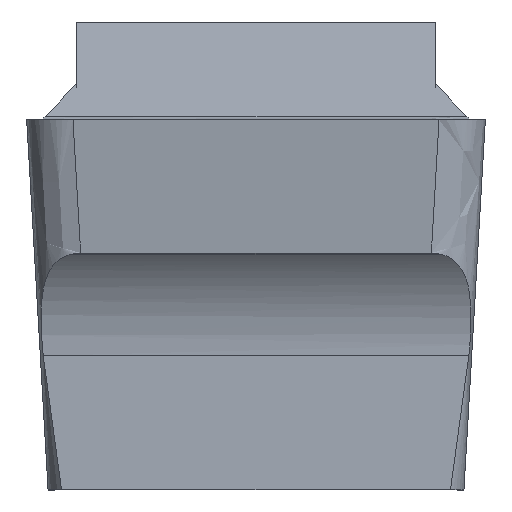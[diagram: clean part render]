
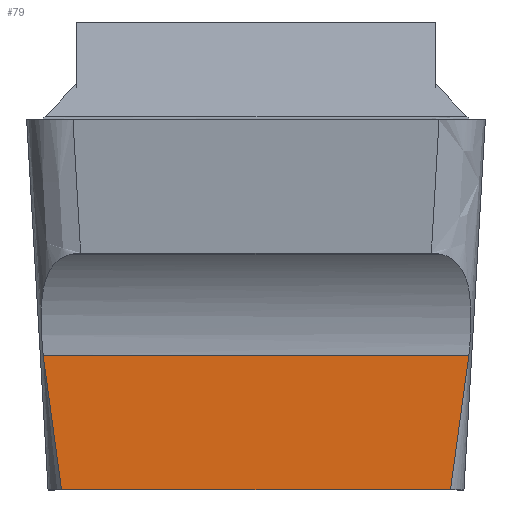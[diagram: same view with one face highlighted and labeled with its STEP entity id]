
A CAD part, front view. The second image highlights one B-rep face of the part: STEP entity #79.
In plain terms, the highlighted planar face has unit normal (0, -1, 0).
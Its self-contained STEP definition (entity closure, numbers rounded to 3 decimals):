
#51=B_SPLINE_CURVE_WITH_KNOTS('',3,(#899,#900,#901,#902,#903,#904,#905),
 .UNSPECIFIED.,.F.,.F.,(4,3,4),(0.,0.675,1.),.UNSPECIFIED.);
#52=B_SPLINE_CURVE_WITH_KNOTS('',3,(#909,#910,#911,#912,#913,#914,#915),
 .UNSPECIFIED.,.F.,.F.,(4,3,4),(0.,0.681,1.),.UNSPECIFIED.);
#79=ADVANCED_FACE('SIDE_IB_1_SU3',(#129),#107,.F.);
#107=PLANE('',#634);
#129=FACE_OUTER_BOUND('',#159,.T.);
#159=EDGE_LOOP('',(#213,#214,#215,#216));
#213=ORIENTED_EDGE('',*,*,#434,.F.);
#214=ORIENTED_EDGE('',*,*,#435,.F.);
#215=ORIENTED_EDGE('',*,*,#436,.F.);
#216=ORIENTED_EDGE('',*,*,#417,.F.);
#361=VERTEX_POINT('',#806);
#362=VERTEX_POINT('',#808);
#375=VERTEX_POINT('',#906);
#376=VERTEX_POINT('',#908);
#417=EDGE_CURVE('',#361,#362,#499,.T.);
#434=EDGE_CURVE('',#375,#361,#51,.T.);
#435=EDGE_CURVE('',#376,#375,#508,.T.);
#436=EDGE_CURVE('',#362,#376,#52,.T.);
#499=LINE('',#807,#547);
#508=LINE('',#907,#556);
#547=VECTOR('',#666,1.);
#556=VECTOR('',#683,1.);
#634=AXIS2_PLACEMENT_3D('',#916,#684,#685);
#666=DIRECTION('',(-1.,0.,0.));
#683=DIRECTION('',(1.,0.,0.));
#684=DIRECTION('',(0.,1.,0.));
#685=DIRECTION('',(0.,0.,1.));
#806=CARTESIAN_POINT('',(3.357,-14.741,-6.389));
#807=CARTESIAN_POINT('',(-3.72,-14.741,-6.389));
#808=CARTESIAN_POINT('',(-3.357,-14.741,-6.389));
#899=CARTESIAN_POINT('',(3.674,-14.741,-4.072));
#900=CARTESIAN_POINT('',(3.62,-14.741,-4.595));
#901=CARTESIAN_POINT('',(3.557,-14.741,-5.118));
#902=CARTESIAN_POINT('',(3.48,-14.741,-5.638));
#903=CARTESIAN_POINT('',(3.443,-14.741,-5.889));
#904=CARTESIAN_POINT('',(3.402,-14.741,-6.14));
#905=CARTESIAN_POINT('',(3.357,-14.741,-6.389));
#906=CARTESIAN_POINT('',(3.674,-14.741,-4.072));
#907=CARTESIAN_POINT('',(5.,-14.741,-4.072));
#908=CARTESIAN_POINT('',(-3.674,-14.741,-4.072));
#909=CARTESIAN_POINT('',(-3.357,-14.741,-6.389));
#910=CARTESIAN_POINT('',(-3.452,-14.741,-5.867));
#911=CARTESIAN_POINT('',(-3.526,-14.741,-5.34));
#912=CARTESIAN_POINT('',(-3.59,-14.741,-4.813));
#913=CARTESIAN_POINT('',(-3.621,-14.741,-4.566));
#914=CARTESIAN_POINT('',(-3.648,-14.741,-4.319));
#915=CARTESIAN_POINT('',(-3.674,-14.741,-4.072));
#916=CARTESIAN_POINT('',(-3.72,-14.741,-7.889));
